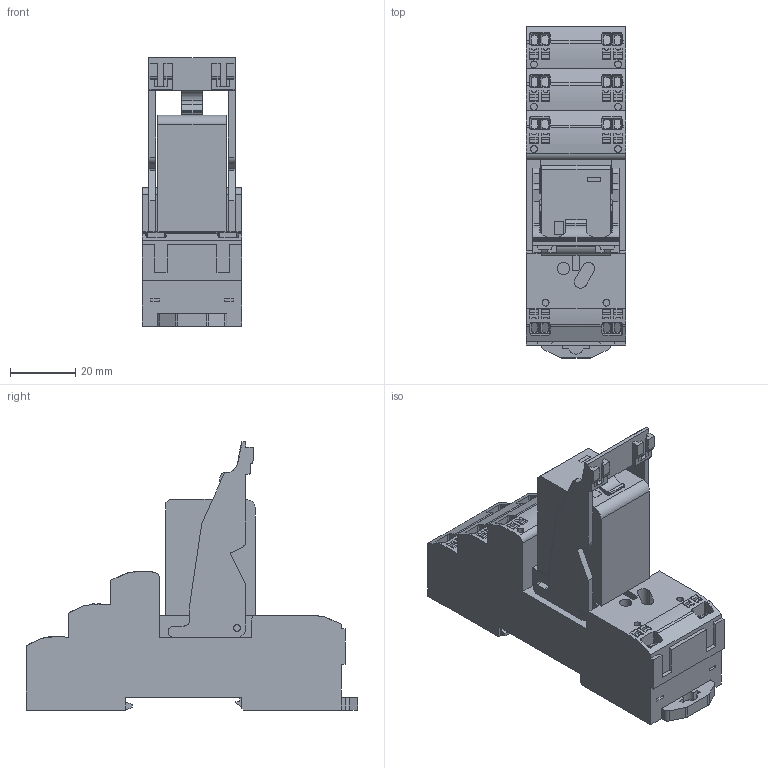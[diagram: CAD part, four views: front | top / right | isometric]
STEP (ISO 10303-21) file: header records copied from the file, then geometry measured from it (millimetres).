
FILE_DESCRIPTION(('CATIA V5R24 STEP','CAx-IF Rec.Pracs.--- Model Styling and Organization---1.2---2011-12-15'),'2;1');
FILE_NAME ('D1343360_2', '2018-10-05T11:15:01+00:00', ('Weidmueller Interface'), ('Weidmueller'), 'CATIA Version 5-6 Release 2014 SP4', 'CATIA V5 STEP AP214', 'none');
FILE_SCHEMA(('AUTOMOTIVE_DESIGN { 1 0 10303 214 1 1 1 1 }'));
Length unit declared in the file: millimetre
Products named in the file (1): 2575990000
Bounding box: 30.6 x 101.8 x 82.3 mm (x, y, z)
Volume: 107041.6 mm3; surface area: 31028.8 mm2
Topology: 28 solids, 28 shells, 1235 faces, 3802 edges, 2665 vertices
Faces by surface type: plane 966, cylinder 233, extrusion 36
Entity records: 45906 total; most frequent: CARTESIAN_POINT 11962, ORIENTED_EDGE 7604, DIRECTION 5413, EDGE_CURVE 3802, VECTOR 2874, LINE 2838, VERTEX_POINT 2665, AXIS2_PLACEMENT_3D 1492
